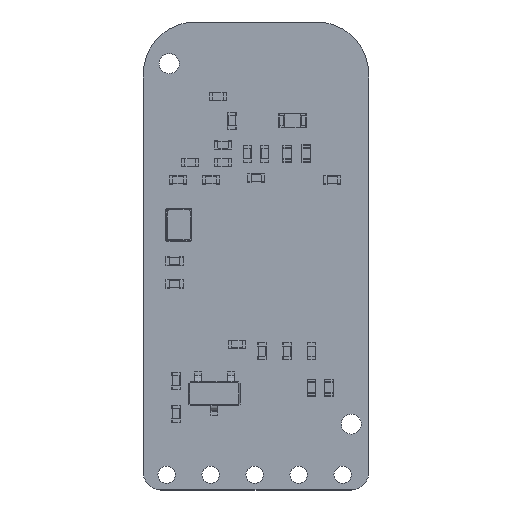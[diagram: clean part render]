
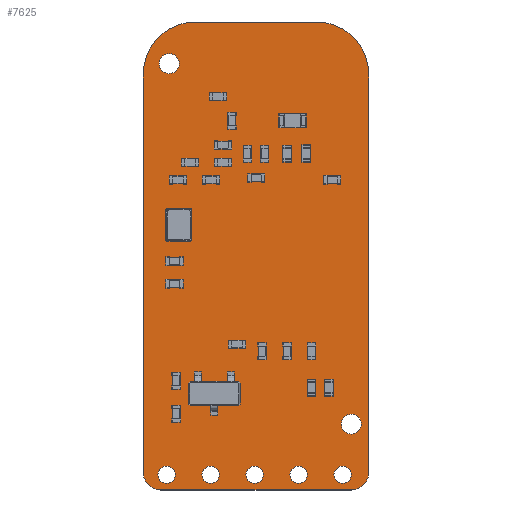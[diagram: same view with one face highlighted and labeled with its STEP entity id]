
A CAD part, top view. The second image highlights one B-rep face of the part: STEP entity #7625.
In plain terms, the highlighted planar face has unit normal (0, 0, 1).
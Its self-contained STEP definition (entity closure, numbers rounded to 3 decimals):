
#7399 = VERTEX_POINT('',#7400);
#7400 = CARTESIAN_POINT('',(11.,27.,1.6));
#7406 = EDGE_CURVE('',#7399,#7407,#7409,.T.);
#7407 = VERTEX_POINT('',#7408);
#7408 = CARTESIAN_POINT('',(14.,24.,1.6));
#7409 = CIRCLE('',#7410,3.);
#7410 = AXIS2_PLACEMENT_3D('',#7411,#7412,#7413);
#7411 = CARTESIAN_POINT('',(11.,24.,1.6));
#7412 = DIRECTION('',(0.,0.,-1.));
#7413 = DIRECTION('',(0.,1.,0.));
#7441 = VERTEX_POINT('',#7442);
#7442 = CARTESIAN_POINT('',(4.,27.,1.6));
#7448 = EDGE_CURVE('',#7441,#7399,#7449,.T.);
#7449 = LINE('',#7450,#7451);
#7450 = CARTESIAN_POINT('',(4.,27.,1.6));
#7451 = VECTOR('',#7452,1.);
#7452 = DIRECTION('',(1.,0.,0.));
#7470 = EDGE_CURVE('',#7407,#7471,#7473,.T.);
#7471 = VERTEX_POINT('',#7472);
#7472 = CARTESIAN_POINT('',(14.,1.,1.6));
#7473 = LINE('',#7474,#7475);
#7474 = CARTESIAN_POINT('',(14.,24.,1.6));
#7475 = VECTOR('',#7476,1.);
#7476 = DIRECTION('',(0.,-1.,0.));
#7625 = ADVANCED_FACE('',(#7626,#7672,#7683,#7694,#7705,#7716,#7727,
    #7738),#7749,.T.);
#7626 = FACE_BOUND('',#7627,.T.);
#7627 = EDGE_LOOP('',(#7628,#7629,#7630,#7639,#7647,#7656,#7664,#7671));
#7628 = ORIENTED_EDGE('',*,*,#7406,.F.);
#7629 = ORIENTED_EDGE('',*,*,#7448,.F.);
#7630 = ORIENTED_EDGE('',*,*,#7631,.F.);
#7631 = EDGE_CURVE('',#7632,#7441,#7634,.T.);
#7632 = VERTEX_POINT('',#7633);
#7633 = CARTESIAN_POINT('',(1.,24.,1.6));
#7634 = CIRCLE('',#7635,3.);
#7635 = AXIS2_PLACEMENT_3D('',#7636,#7637,#7638);
#7636 = CARTESIAN_POINT('',(4.,24.,1.6));
#7637 = DIRECTION('',(0.,0.,-1.));
#7638 = DIRECTION('',(-1.,0.,0.));
#7639 = ORIENTED_EDGE('',*,*,#7640,.F.);
#7640 = EDGE_CURVE('',#7641,#7632,#7643,.T.);
#7641 = VERTEX_POINT('',#7642);
#7642 = CARTESIAN_POINT('',(1.,1.,1.6));
#7643 = LINE('',#7644,#7645);
#7644 = CARTESIAN_POINT('',(1.,1.,1.6));
#7645 = VECTOR('',#7646,1.);
#7646 = DIRECTION('',(0.,1.,0.));
#7647 = ORIENTED_EDGE('',*,*,#7648,.F.);
#7648 = EDGE_CURVE('',#7649,#7641,#7651,.T.);
#7649 = VERTEX_POINT('',#7650);
#7650 = CARTESIAN_POINT('',(2.,0.,1.6));
#7651 = CIRCLE('',#7652,1.);
#7652 = AXIS2_PLACEMENT_3D('',#7653,#7654,#7655);
#7653 = CARTESIAN_POINT('',(2.,1.,1.6));
#7654 = DIRECTION('',(0.,0.,-1.));
#7655 = DIRECTION('',(0.,-1.,0.));
#7656 = ORIENTED_EDGE('',*,*,#7657,.F.);
#7657 = EDGE_CURVE('',#7658,#7649,#7660,.T.);
#7658 = VERTEX_POINT('',#7659);
#7659 = CARTESIAN_POINT('',(13.,0.,1.6));
#7660 = LINE('',#7661,#7662);
#7661 = CARTESIAN_POINT('',(13.,0.,1.6));
#7662 = VECTOR('',#7663,1.);
#7663 = DIRECTION('',(-1.,0.,0.));
#7664 = ORIENTED_EDGE('',*,*,#7665,.F.);
#7665 = EDGE_CURVE('',#7471,#7658,#7666,.T.);
#7666 = CIRCLE('',#7667,1.);
#7667 = AXIS2_PLACEMENT_3D('',#7668,#7669,#7670);
#7668 = CARTESIAN_POINT('',(13.,1.,1.6));
#7669 = DIRECTION('',(0.,0.,-1.));
#7670 = DIRECTION('',(1.,0.,0.));
#7671 = ORIENTED_EDGE('',*,*,#7470,.F.);
#7672 = FACE_BOUND('',#7673,.T.);
#7673 = EDGE_LOOP('',(#7674));
#7674 = ORIENTED_EDGE('',*,*,#7675,.T.);
#7675 = EDGE_CURVE('',#7676,#7676,#7678,.T.);
#7676 = VERTEX_POINT('',#7677);
#7677 = CARTESIAN_POINT('',(2.34,0.375,1.6));
#7678 = CIRCLE('',#7679,0.5);
#7679 = AXIS2_PLACEMENT_3D('',#7680,#7681,#7682);
#7680 = CARTESIAN_POINT('',(2.34,0.875,1.6));
#7681 = DIRECTION('',(-0.,0.,-1.));
#7682 = DIRECTION('',(-0.,-1.,0.));
#7683 = FACE_BOUND('',#7684,.T.);
#7684 = EDGE_LOOP('',(#7685));
#7685 = ORIENTED_EDGE('',*,*,#7686,.T.);
#7686 = EDGE_CURVE('',#7687,#7687,#7689,.T.);
#7687 = VERTEX_POINT('',#7688);
#7688 = CARTESIAN_POINT('',(4.88,0.375,1.6));
#7689 = CIRCLE('',#7690,0.5);
#7690 = AXIS2_PLACEMENT_3D('',#7691,#7692,#7693);
#7691 = CARTESIAN_POINT('',(4.88,0.875,1.6));
#7692 = DIRECTION('',(-0.,0.,-1.));
#7693 = DIRECTION('',(-0.,-1.,0.));
#7694 = FACE_BOUND('',#7695,.T.);
#7695 = EDGE_LOOP('',(#7696));
#7696 = ORIENTED_EDGE('',*,*,#7697,.T.);
#7697 = EDGE_CURVE('',#7698,#7698,#7700,.T.);
#7698 = VERTEX_POINT('',#7699);
#7699 = CARTESIAN_POINT('',(7.42,0.375,1.6));
#7700 = CIRCLE('',#7701,0.5);
#7701 = AXIS2_PLACEMENT_3D('',#7702,#7703,#7704);
#7702 = CARTESIAN_POINT('',(7.42,0.875,1.6));
#7703 = DIRECTION('',(-0.,0.,-1.));
#7704 = DIRECTION('',(-0.,-1.,0.));
#7705 = FACE_BOUND('',#7706,.T.);
#7706 = EDGE_LOOP('',(#7707));
#7707 = ORIENTED_EDGE('',*,*,#7708,.T.);
#7708 = EDGE_CURVE('',#7709,#7709,#7711,.T.);
#7709 = VERTEX_POINT('',#7710);
#7710 = CARTESIAN_POINT('',(9.96,0.375,1.6));
#7711 = CIRCLE('',#7712,0.5);
#7712 = AXIS2_PLACEMENT_3D('',#7713,#7714,#7715);
#7713 = CARTESIAN_POINT('',(9.96,0.875,1.6));
#7714 = DIRECTION('',(-0.,0.,-1.));
#7715 = DIRECTION('',(-0.,-1.,0.));
#7716 = FACE_BOUND('',#7717,.T.);
#7717 = EDGE_LOOP('',(#7718));
#7718 = ORIENTED_EDGE('',*,*,#7719,.T.);
#7719 = EDGE_CURVE('',#7720,#7720,#7722,.T.);
#7720 = VERTEX_POINT('',#7721);
#7721 = CARTESIAN_POINT('',(12.5,0.375,1.6));
#7722 = CIRCLE('',#7723,0.5);
#7723 = AXIS2_PLACEMENT_3D('',#7724,#7725,#7726);
#7724 = CARTESIAN_POINT('',(12.5,0.875,1.6));
#7725 = DIRECTION('',(-0.,0.,-1.));
#7726 = DIRECTION('',(-0.,-1.,0.));
#7727 = FACE_BOUND('',#7728,.T.);
#7728 = EDGE_LOOP('',(#7729));
#7729 = ORIENTED_EDGE('',*,*,#7730,.T.);
#7730 = EDGE_CURVE('',#7731,#7731,#7733,.T.);
#7731 = VERTEX_POINT('',#7732);
#7732 = CARTESIAN_POINT('',(13.,3.224,1.6));
#7733 = CIRCLE('',#7734,0.576);
#7734 = AXIS2_PLACEMENT_3D('',#7735,#7736,#7737);
#7735 = CARTESIAN_POINT('',(13.,3.8,1.6));
#7736 = DIRECTION('',(-0.,0.,-1.));
#7737 = DIRECTION('',(-0.,-1.,0.));
#7738 = FACE_BOUND('',#7739,.T.);
#7739 = EDGE_LOOP('',(#7740));
#7740 = ORIENTED_EDGE('',*,*,#7741,.T.);
#7741 = EDGE_CURVE('',#7742,#7742,#7744,.T.);
#7742 = VERTEX_POINT('',#7743);
#7743 = CARTESIAN_POINT('',(2.5,24.024,1.6));
#7744 = CIRCLE('',#7745,0.576);
#7745 = AXIS2_PLACEMENT_3D('',#7746,#7747,#7748);
#7746 = CARTESIAN_POINT('',(2.5,24.6,1.6));
#7747 = DIRECTION('',(-0.,0.,-1.));
#7748 = DIRECTION('',(-0.,-1.,0.));
#7749 = PLANE('',#7750);
#7750 = AXIS2_PLACEMENT_3D('',#7751,#7752,#7753);
#7751 = CARTESIAN_POINT('',(0.,0.,1.6));
#7752 = DIRECTION('',(0.,0.,1.));
#7753 = DIRECTION('',(1.,0.,-0.));
